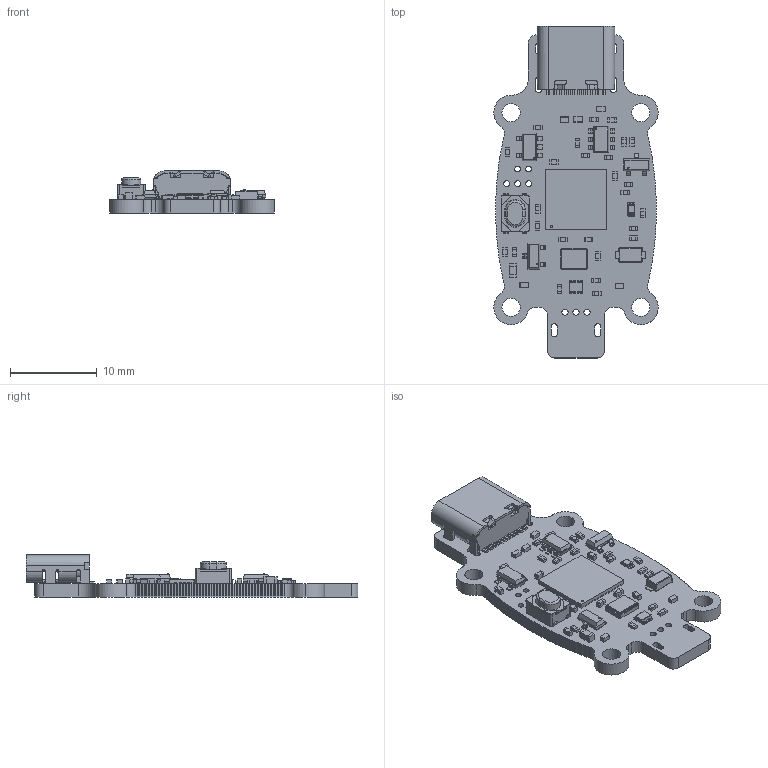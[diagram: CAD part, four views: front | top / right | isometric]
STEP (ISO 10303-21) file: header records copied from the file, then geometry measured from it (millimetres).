
FILE_DESCRIPTION(('Open CASCADE Model'),'2;1');
FILE_NAME('Open CASCADE Shape Model','2021-07-14T14:45:24',('Author'),( 'Open CASCADE'),'Open CASCADE STEP processor 6.8','Open CASCADE 6.8' ,'Unknown');
FILE_SCHEMA(('AUTOMOTIVE_DESIGN { 1 0 10303 214 1 1 1 1 }'));
Length unit declared in the file: millimetre
Products named in the file (79): PCB; Board; Open CASCADE STEP translator 6.8 3.1.1; D2; MSRC-ON_SEMI_SOD123FL; D4; MSRC-TZ-P4-1615RGBTCA1-0.55T_RGB8421504; C9; 6080699712; Extruded; 6080699552; SW1; MSRC-UK-B0267-SP25Y; R15; 6080700352; 6080701072; R7; 6080701312; Q1; MSRC-SOT23; D9; MSRC-0603_LED_Green; D8; MSRC-RCLAMP0521P-N_v2; D6; R4; R3; D5; X1; MSRC-SMD_xtal_3.2x2.5mm; U3; MSRC-UFQFPN48; U2; MSFT_TI_TPS61070DDCR; Model; U1; MSFT-SOT23-5; R14; R13; R10 ...
Assembly tree (154 placements, depth 4):
  PCB
    Board
      Open CASCADE STEP translator 6.8 3.1.1
    D2
      MSRC-ON_SEMI_SOD123FL
    D4
      MSRC-TZ-P4-1615RGBTCA1-0.55T_RGB8421504
    C9
      6080699712  x2
        Extruded
      6080699552
        Extruded
    SW1
      MSRC-UK-B0267-SP25Y
    R15
      6080700352  x2
        Extruded
      6080701072
        Extruded
    R7
      6080701312  x2
        Extruded
      6080701072
        Extruded
    Q1
      MSRC-SOT23
    D9
      MSRC-0603_LED_Green
    D8
      MSRC-RCLAMP0521P-N_v2
    D6
      MSRC-RCLAMP0521P-N_v2
    R4
      6080701072
        Extruded
      6080701312  x2
        Extruded
    R3
      6080701072
        Extruded
      6080701312  x2
        Extruded
    D5
      MSRC-RCLAMP0521P-N_v2
    X1
      MSRC-SMD_xtal_3.2x2.5mm
    U3
      MSRC-UFQFPN48
    U2
      MSFT_TI_TPS61070DDCR
        Model
    U1
      MSFT-SOT23-5
        Model
    R14
      6080701072
        Extruded
      6080700352  x2
        Extruded
    R13
Bounding box: 18.99 x 38.35 x 4.86 mm (x, y, z)
Volume: 1044.4 mm3; surface area: 2372.1 mm2
Topology: 182 solids, 182 shells, 2675 faces, 6541 edges, 4237 vertices
Faces by surface type: plane 2120, cylinder 464, sphere 56, cone 15, bspline 14, torus 6
Full cylindrical faces by diameter (mm): 0.152 x2, 0.165 x1, 0.175 x1, 0.5 x2, 0.65 x2, 0.66 x5, 0.71 x3, 0.8 x1, 2.1 x4
Entity records: 72065 total; most frequent: CARTESIAN_POINT 13803, ORIENTED_EDGE 10736, DIRECTION 10658, EDGE_CURVE 5368, LINE 4440, VECTOR 4440, VERTEX_POINT 3493, AXIS2_PLACEMENT_3D 3109
